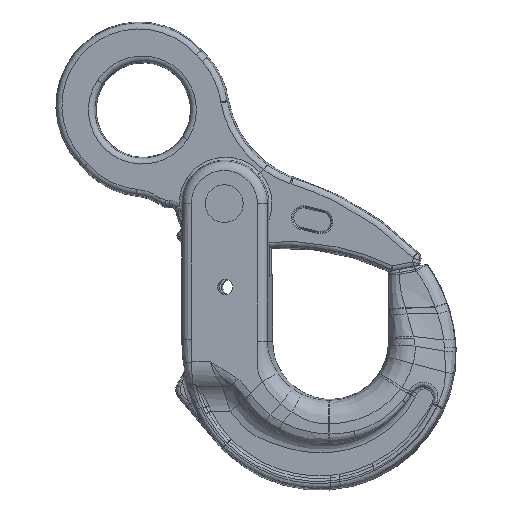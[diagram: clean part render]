
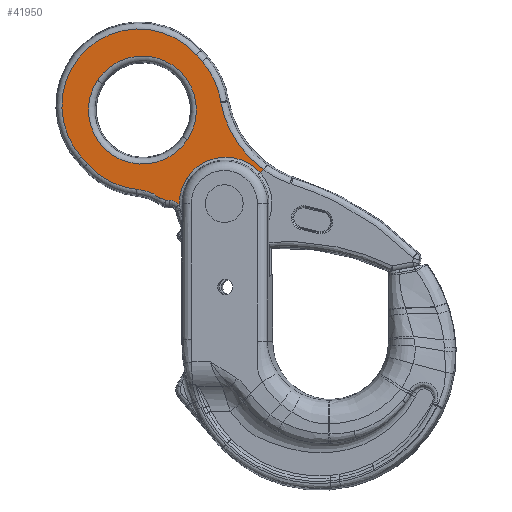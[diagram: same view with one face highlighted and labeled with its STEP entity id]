
A CAD part, top view. The second image highlights one B-rep face of the part: STEP entity #41950.
In plain terms, the highlighted face is planar.
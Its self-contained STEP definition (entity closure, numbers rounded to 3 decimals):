
#38931=CARTESIAN_POINT('Axis2P3D Location',(0.,0.,-12.4)) ;
#38935=CARTESIAN_POINT('Vertex',(-45.988,0.,-12.4)) ;
#38937=CARTESIAN_POINT('Vertex',(45.988,0.,-12.4)) ;
#38971=CARTESIAN_POINT('Axis2P3D Location',(0.,0.,-12.4)) ;
#38999=CARTESIAN_POINT('Vertex',(-113.274,10.592,-12.4)) ;
#39002=CARTESIAN_POINT('Axis2P3D Location',(-103.037,-27.61,-12.4)) ;
#39006=CARTESIAN_POINT('Vertex',(-63.488,-27.61,-12.4)) ;
#39054=CARTESIAN_POINT('Axis2P3D Location',(-103.037,-27.61,-12.4)) ;
#39058=CARTESIAN_POINT('Vertex',(-70.409,-49.96,-12.4)) ;
#39103=CARTESIAN_POINT('Axis2P3D Location',(-67.464,-59.774,-12.4)) ;
#39107=CARTESIAN_POINT('Vertex',(-61.161,-51.696,-12.4)) ;
#39174=CARTESIAN_POINT('Vertex',(-58.757,-53.571,-12.4)) ;
#39182=CARTESIAN_POINT('Line Origine',(-75.818,-40.261,-12.4)) ;
#39208=CARTESIAN_POINT('Vertex',(-55.638,-53.499,-12.4)) ;
#39229=CARTESIAN_POINT('Vertex',(-47.442,-54.229,-12.4)) ;
#39232=CARTESIAN_POINT('Axis2P3D Location',(-56.028,-104.244,-12.4)) ;
#39236=CARTESIAN_POINT('Vertex',(-32.895,-59.077,-12.4)) ;
#39285=CARTESIAN_POINT('Axis2P3D Location',(-56.028,-104.244,-12.4)) ;
#39306=CARTESIAN_POINT('Axis2P3D Location',(-3.058,-0.819,-12.4)) ;
#39310=CARTESIAN_POINT('Vertex',(13.883,-64.043,-12.4)) ;
#39337=CARTESIAN_POINT('Line Origine',(1.479,-67.367,-12.4)) ;
#39341=CARTESIAN_POINT('Vertex',(21.559,-61.986,-12.4)) ;
#39368=CARTESIAN_POINT('Axis2P3D Location',(4.618,1.237,-12.4)) ;
#39372=CARTESIAN_POINT('Vertex',(-12.323,64.461,-12.4)) ;
#39399=CARTESIAN_POINT('Line Origine',(-32.402,59.08,-12.4)) ;
#39403=CARTESIAN_POINT('Vertex',(-19.999,62.404,-12.4)) ;
#39430=CARTESIAN_POINT('Axis2P3D Location',(-3.058,-0.819,-12.4)) ;
#39434=CARTESIAN_POINT('Vertex',(-51.966,42.68,-12.4)) ;
#39461=CARTESIAN_POINT('Axis2P3D Location',(-71.354,59.923,-12.4)) ;
#39465=CARTESIAN_POINT('Vertex',(-52.734,41.853,-12.4)) ;
#39493=CARTESIAN_POINT('Control Point',(-114.272,14.319,-12.4)) ;
#39494=CARTESIAN_POINT('Control Point',(-100.471,14.885,-12.4)) ;
#39495=CARTESIAN_POINT('Control Point',(-86.777,18.072,-12.4)) ;
#39496=CARTESIAN_POINT('Control Point',(-73.855,23.853,-12.4)) ;
#39497=CARTESIAN_POINT('Control Point',(-62.354,31.94,-12.4)) ;
#39498=CARTESIAN_POINT('Control Point',(-52.734,41.853,-12.4)) ;
#39499=CARTESIAN_POINT('Vertex',(-114.272,14.319,-12.4)) ;
#40012=CARTESIAN_POINT('Axis2P3D Location',(-140.704,112.965,-12.4)) ;
#41852=CARTESIAN_POINT('Control Point',(-47.442,-54.229,-12.4)) ;
#41853=CARTESIAN_POINT('Control Point',(-47.836,-54.305,-12.4)) ;
#41854=CARTESIAN_POINT('Control Point',(-48.23,-54.38,-12.4)) ;
#41855=CARTESIAN_POINT('Control Point',(-48.624,-54.456,-12.4)) ;
#41856=CARTESIAN_POINT('Control Point',(-49.018,-54.531,-12.4)) ;
#41857=CARTESIAN_POINT('Control Point',(-49.412,-54.607,-12.4)) ;
#41858=CARTESIAN_POINT('Vertex',(-49.412,-54.607,-12.4)) ;
#41910=CARTESIAN_POINT('Control Point',(-49.412,-54.607,-12.4)) ;
#41911=CARTESIAN_POINT('Control Point',(-50.964,-54.904,-12.4)) ;
#41912=CARTESIAN_POINT('Control Point',(-52.613,-54.863,-12.4)) ;
#41913=CARTESIAN_POINT('Control Point',(-54.242,-54.369,-12.4)) ;
#41914=CARTESIAN_POINT('Control Point',(-55.638,-53.499,-12.4)) ;
#41923=CARTESIAN_POINT('Line Origine',(-113.773,12.456,-12.4)) ;
#38932=DIRECTION('Axis2P3D Direction',(0.,0.,1.)) ;
#38972=DIRECTION('Axis2P3D Direction',(0.,0.,1.)) ;
#39003=DIRECTION('Axis2P3D Direction',(0.,0.,1.)) ;
#39055=DIRECTION('Axis2P3D Direction',(0.,0.,1.)) ;
#39104=DIRECTION('Axis2P3D Direction',(0.,0.,1.)) ;
#39183=DIRECTION('Vector Direction',(0.788,-0.615,0.)) ;
#39233=DIRECTION('Axis2P3D Direction',(0.,0.,1.)) ;
#39286=DIRECTION('Axis2P3D Direction',(0.,0.,1.)) ;
#39307=DIRECTION('Axis2P3D Direction',(0.,0.,1.)) ;
#39338=DIRECTION('Vector Direction',(0.966,0.259,0.)) ;
#39369=DIRECTION('Axis2P3D Direction',(0.,0.,1.)) ;
#39400=DIRECTION('Vector Direction',(0.966,0.259,0.)) ;
#39431=DIRECTION('Axis2P3D Direction',(0.,0.,1.)) ;
#39462=DIRECTION('Axis2P3D Direction',(0.,0.,1.)) ;
#40013=DIRECTION('Axis2P3D Direction',(0.,0.,1.)) ;
#40014=DIRECTION('Axis2P3D XDirection',(0.966,0.259,0.)) ;
#41924=DIRECTION('Vector Direction',(-0.259,0.966,0.)) ;
#38933=AXIS2_PLACEMENT_3D('Circle Axis2P3D',#38931,#38932,$) ;
#38973=AXIS2_PLACEMENT_3D('Circle Axis2P3D',#38971,#38972,$) ;
#39004=AXIS2_PLACEMENT_3D('Circle Axis2P3D',#39002,#39003,$) ;
#39056=AXIS2_PLACEMENT_3D('Circle Axis2P3D',#39054,#39055,$) ;
#39105=AXIS2_PLACEMENT_3D('Circle Axis2P3D',#39103,#39104,$) ;
#39234=AXIS2_PLACEMENT_3D('Circle Axis2P3D',#39232,#39233,$) ;
#39287=AXIS2_PLACEMENT_3D('Circle Axis2P3D',#39285,#39286,$) ;
#39308=AXIS2_PLACEMENT_3D('Circle Axis2P3D',#39306,#39307,$) ;
#39370=AXIS2_PLACEMENT_3D('Circle Axis2P3D',#39368,#39369,$) ;
#39432=AXIS2_PLACEMENT_3D('Circle Axis2P3D',#39430,#39431,$) ;
#39463=AXIS2_PLACEMENT_3D('Circle Axis2P3D',#39461,#39462,$) ;
#40015=AXIS2_PLACEMENT_3D('Plane Axis2P3D',#40012,#40013,#40014) ;
#41929=ORIENTED_EDGE('',*,*,#39501,.F.) ;
#41930=ORIENTED_EDGE('',*,*,#39467,.F.) ;
#41931=ORIENTED_EDGE('',*,*,#39436,.F.) ;
#41932=ORIENTED_EDGE('',*,*,#39405,.F.) ;
#41933=ORIENTED_EDGE('',*,*,#39374,.F.) ;
#41934=ORIENTED_EDGE('',*,*,#39343,.F.) ;
#41935=ORIENTED_EDGE('',*,*,#39312,.F.) ;
#41936=ORIENTED_EDGE('',*,*,#39238,.F.) ;
#41937=ORIENTED_EDGE('',*,*,#41860,.T.) ;
#41938=ORIENTED_EDGE('',*,*,#41915,.T.) ;
#41939=ORIENTED_EDGE('',*,*,#39289,.F.) ;
#41940=ORIENTED_EDGE('',*,*,#39186,.F.) ;
#41941=ORIENTED_EDGE('',*,*,#39109,.F.) ;
#41942=ORIENTED_EDGE('',*,*,#39060,.F.) ;
#41943=ORIENTED_EDGE('',*,*,#39008,.F.) ;
#41944=ORIENTED_EDGE('',*,*,#41927,.T.) ;
#41947=ORIENTED_EDGE('',*,*,#38939,.F.) ;
#41948=ORIENTED_EDGE('',*,*,#38975,.F.) ;
#41949=FACE_BOUND('',#41946,.T.) ;
#39184=VECTOR('Line Direction',#39183,1.) ;
#39339=VECTOR('Line Direction',#39338,1.) ;
#39401=VECTOR('Line Direction',#39400,1.) ;
#41925=VECTOR('Line Direction',#41924,1.) ;
#41950=ADVANCED_FACE('\X2\51E04F554F53\X0\.2',(#41945,#41949),#40016,.F.) ;
#39492=B_SPLINE_CURVE_WITH_KNOTS('',5,(#39493,#39494,#39495,#39496,#39497,#39498),.UNSPECIFIED.,.F.,.U.,(6,6),(0.,97.671),.UNSPECIFIED.) ;
#41851=B_SPLINE_CURVE_WITH_KNOTS('',5,(#41852,#41853,#41854,#41855,#41856,#41857),.UNSPECIFIED.,.F.,.U.,(6,6),(14.667,16.465),.UNSPECIFIED.) ;
#41909=B_SPLINE_CURVE_WITH_KNOTS('',4,(#41910,#41911,#41912,#41913,#41914),.UNSPECIFIED.,.F.,.U.,(5,5),(0.,7.926),.UNSPECIFIED.) ;
#38934=CIRCLE('generated circle',#38933,45.988) ;
#38974=CIRCLE('generated circle',#38973,45.988) ;
#39005=CIRCLE('generated circle',#39004,39.549) ;
#39057=CIRCLE('generated circle',#39056,39.549) ;
#39106=CIRCLE('generated circle',#39105,10.246) ;
#39235=CIRCLE('generated circle',#39234,50.746) ;
#39288=CIRCLE('generated circle',#39287,50.746) ;
#39309=CIRCLE('generated circle',#39308,65.454) ;
#39371=CIRCLE('generated circle',#39370,65.454) ;
#39433=CIRCLE('generated circle',#39432,65.454) ;
#39464=CIRCLE('generated circle',#39463,25.946) ;
#38939=EDGE_CURVE('',#38936,#38938,#38934,.F.) ;
#38975=EDGE_CURVE('',#38938,#38936,#38974,.F.) ;
#39008=EDGE_CURVE('',#39000,#39007,#39005,.F.) ;
#39060=EDGE_CURVE('',#39007,#39059,#39057,.F.) ;
#39109=EDGE_CURVE('',#39059,#39108,#39106,.F.) ;
#39186=EDGE_CURVE('',#39108,#39175,#39185,.T.) ;
#39238=EDGE_CURVE('',#39230,#39237,#39235,.F.) ;
#39289=EDGE_CURVE('',#39175,#39209,#39288,.F.) ;
#39312=EDGE_CURVE('',#39237,#39311,#39309,.T.) ;
#39343=EDGE_CURVE('',#39311,#39342,#39340,.T.) ;
#39374=EDGE_CURVE('',#39342,#39373,#39371,.T.) ;
#39405=EDGE_CURVE('',#39373,#39404,#39402,.F.) ;
#39436=EDGE_CURVE('',#39404,#39435,#39433,.T.) ;
#39467=EDGE_CURVE('',#39435,#39466,#39464,.F.) ;
#39501=EDGE_CURVE('',#39466,#39500,#39492,.F.) ;
#41860=EDGE_CURVE('',#39230,#41859,#41851,.T.) ;
#41915=EDGE_CURVE('',#41859,#39209,#41909,.T.) ;
#41927=EDGE_CURVE('',#39000,#39500,#41926,.T.) ;
#41928=EDGE_LOOP('',(#41929,#41930,#41931,#41932,#41933,#41934,#41935,#41936,#41937,#41938,#41939,#41940,#41941,#41942,#41943,#41944)) ;
#41946=EDGE_LOOP('',(#41947,#41948)) ;
#41945=FACE_OUTER_BOUND('',#41928,.T.) ;
#39185=LINE('Line',#39182,#39184) ;
#39340=LINE('Line',#39337,#39339) ;
#39402=LINE('Line',#39399,#39401) ;
#41926=LINE('Line',#41923,#41925) ;
#40016=PLANE('',#40015) ;
#38936=VERTEX_POINT('',#38935) ;
#38938=VERTEX_POINT('',#38937) ;
#39000=VERTEX_POINT('',#38999) ;
#39007=VERTEX_POINT('',#39006) ;
#39059=VERTEX_POINT('',#39058) ;
#39108=VERTEX_POINT('',#39107) ;
#39175=VERTEX_POINT('',#39174) ;
#39209=VERTEX_POINT('',#39208) ;
#39230=VERTEX_POINT('',#39229) ;
#39237=VERTEX_POINT('',#39236) ;
#39311=VERTEX_POINT('',#39310) ;
#39342=VERTEX_POINT('',#39341) ;
#39373=VERTEX_POINT('',#39372) ;
#39404=VERTEX_POINT('',#39403) ;
#39435=VERTEX_POINT('',#39434) ;
#39466=VERTEX_POINT('',#39465) ;
#39500=VERTEX_POINT('',#39499) ;
#41859=VERTEX_POINT('',#41858) ;
